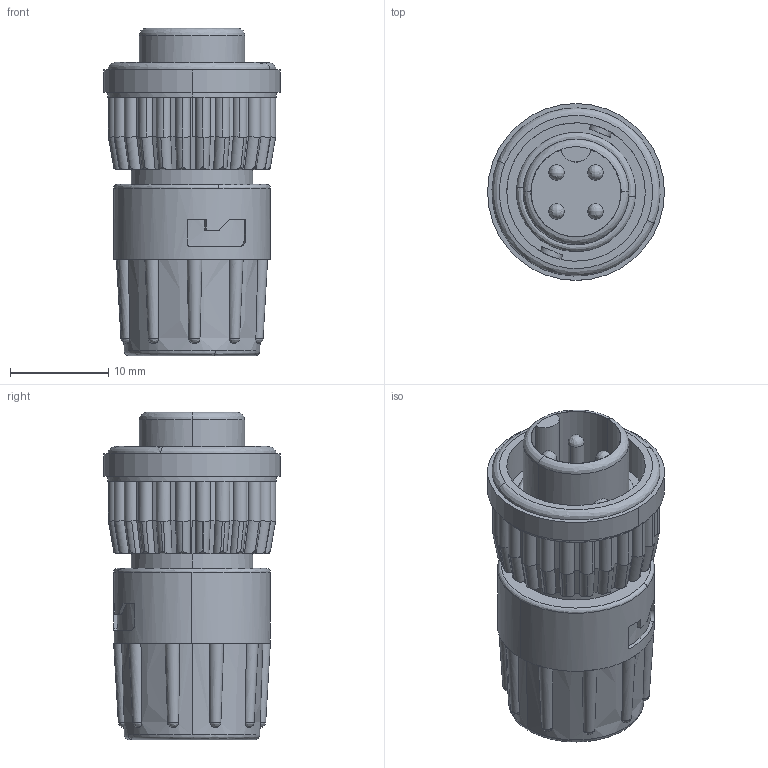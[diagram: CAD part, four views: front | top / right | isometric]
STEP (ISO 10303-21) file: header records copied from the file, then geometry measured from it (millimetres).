
FILE_DESCRIPTION (( 'STEP AP203' ), '1' );
FILE_NAME ('6380-4PG-321.STEP', '2015-11-12T22:51:49', ( '' ), ( '' ), 'SwSTEP 2.0', 'SolidWorks 2014', '' );
FILE_SCHEMA (( 'CONFIG_CONTROL_DESIGN' ));
Length unit declared in the file: inch
Products named in the file (1): 6380-4PG-321
Bounding box: 18.03 x 18.03 x 33.4 mm (x, y, z)
Volume: 5255.5 mm3; surface area: 3070.5 mm2
Topology: 1 solids, 1 shells, 320 faces, 915 edges, 605 vertices
Faces by surface type: cylinder 187, plane 68, bspline 61, cone 4
Entity records: 15956 total; most frequent: CARTESIAN_POINT 8661, ORIENTED_EDGE 1814, DIRECTION 1227, EDGE_CURVE 907, VERTEX_POINT 605, AXIS2_PLACEMENT_3D 499, EDGE_LOOP 336, ADVANCED_FACE 320
